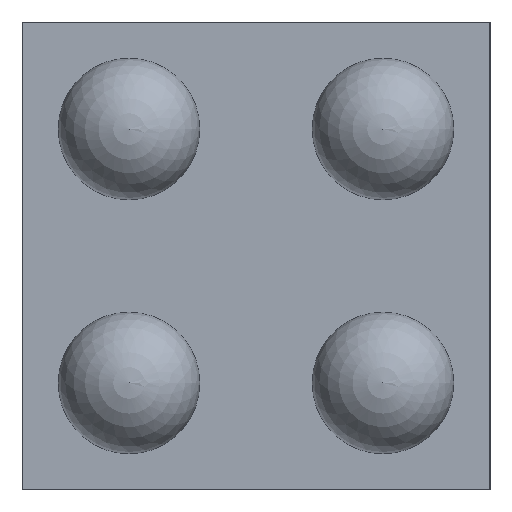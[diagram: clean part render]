
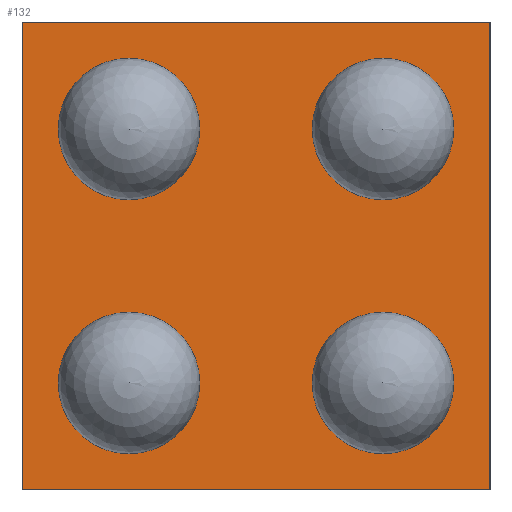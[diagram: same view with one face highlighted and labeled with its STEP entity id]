
A CAD part, front view. The second image highlights one B-rep face of the part: STEP entity #132.
In plain terms, the highlighted planar face has unit normal (0, -1, 0).
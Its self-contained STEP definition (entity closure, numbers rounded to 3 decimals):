
#4 = CARTESIAN_POINT ( 'NONE',  ( -0.322, 0.12, 0.322 ) ) ;
#28 = DIRECTION ( 'NONE',  ( 1., 0., 0. ) ) ;
#53 = EDGE_CURVE ( 'NONE', #407, #374, #437, .T. ) ;
#58 = LINE ( 'NONE', #4, #257 ) ;
#62 = DIRECTION ( 'NONE',  ( 0., 0., -1. ) ) ;
#75 = CARTESIAN_POINT ( 'NONE',  ( 0.323, 0.12, 0.322 ) ) ;
#79 = DIRECTION ( 'NONE',  ( 0., 0., 1. ) ) ;
#107 = CARTESIAN_POINT ( 'NONE',  ( -0.322, 0.12, -0.323 ) ) ;
#132 = ADVANCED_FACE ( 'NONE', ( #184 ), #371, .F. ) ;
#165 = CARTESIAN_POINT ( 'NONE',  ( 0.323, 0.12, -0.323 ) ) ;
#170 = EDGE_CURVE ( 'NONE', #374, #455, #293, .T. ) ;
#176 = VECTOR ( 'NONE', #259, 1000. ) ;
#181 = EDGE_LOOP ( 'NONE', ( #529, #431, #647, #658 ) ) ;
#184 = FACE_OUTER_BOUND ( 'NONE', #181, .T. ) ;
#257 = VECTOR ( 'NONE', #62, 1000. ) ;
#259 = DIRECTION ( 'NONE',  ( -1., 0., 0. ) ) ;
#293 = LINE ( 'NONE', #425, #176 ) ;
#296 = CARTESIAN_POINT ( 'NONE',  ( -0.322, 0.12, 0.322 ) ) ;
#313 = CARTESIAN_POINT ( 'NONE',  ( -0.322, 0.12, -0.323 ) ) ;
#314 = CARTESIAN_POINT ( 'NONE',  ( 0., 0.12, 0. ) ) ;
#351 = VECTOR ( 'NONE', #79, 1000. ) ;
#371 = PLANE ( 'NONE',  #610 ) ;
#374 = VERTEX_POINT ( 'NONE', #452 ) ;
#377 = DIRECTION ( 'NONE',  ( 0., 1., 0. ) ) ;
#385 = VERTEX_POINT ( 'NONE', #107 ) ;
#394 = VECTOR ( 'NONE', #28, 1000. ) ;
#407 = VERTEX_POINT ( 'NONE', #165 ) ;
#425 = CARTESIAN_POINT ( 'NONE',  ( -0.322, 0.12, 0.322 ) ) ;
#431 = ORIENTED_EDGE ( 'NONE', *, *, #170, .T. ) ;
#437 = LINE ( 'NONE', #75, #351 ) ;
#452 = CARTESIAN_POINT ( 'NONE',  ( 0.323, 0.12, 0.322 ) ) ;
#455 = VERTEX_POINT ( 'NONE', #296 ) ;
#482 = DIRECTION ( 'NONE',  ( 0., 0., 1. ) ) ;
#529 = ORIENTED_EDGE ( 'NONE', *, *, #53, .T. ) ;
#536 = EDGE_CURVE ( 'NONE', #455, #385, #58, .T. ) ;
#575 = LINE ( 'NONE', #313, #394 ) ;
#610 = AXIS2_PLACEMENT_3D ( 'NONE', #314, #377, #482 ) ;
#647 = ORIENTED_EDGE ( 'NONE', *, *, #536, .T. ) ;
#658 = ORIENTED_EDGE ( 'NONE', *, *, #707, .T. ) ;
#707 = EDGE_CURVE ( 'NONE', #385, #407, #575, .T. ) ;
